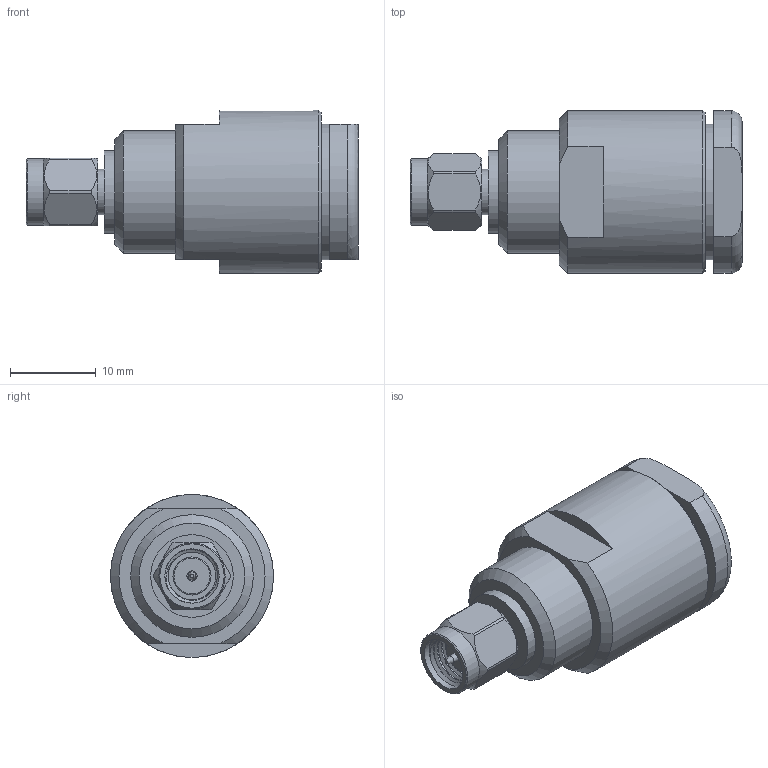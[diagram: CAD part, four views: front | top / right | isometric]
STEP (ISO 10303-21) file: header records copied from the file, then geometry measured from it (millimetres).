
FILE_DESCRIPTION (( 'STEP AP203' ), '1' );
FILE_NAME ('PE4332_3D.step', '2021-02-18T15:29:25', ( '' ), ( '' ), 'SwSTEP 2.0', 'SolidWorks 2018', '' );
FILE_SCHEMA (( 'CONFIG_CONTROL_DESIGN' ));
Length unit declared in the file: inch
Products named in the file (1): PE4332_3D
Bounding box: 38.82 x 19.06 x 19.06 mm (x, y, z)
Volume: 7031.8 mm3; surface area: 2793 mm2
Topology: 1 solids, 1 shells, 67 faces, 171 edges, 116 vertices
Faces by surface type: plane 26, cylinder 25, cone 10, bspline 4, torus 2
Full cylindrical faces by diameter (mm): 0.94 x1, 1.194 x1, 4.445 x1, 5.334 x1, 6.35 x6, 7.762 x1, 9.662 x1, 11.3 x1, 14.35 x1, 15.875 x1, 19.062 x1
Entity records: 3955 total; most frequent: CARTESIAN_POINT 2524, ORIENTED_EDGE 282, DIRECTION 252, EDGE_CURVE 141, AXIS2_PLACEMENT_3D 111, VERTEX_POINT 111, EDGE_LOOP 90, FACE_OUTER_BOUND 73
